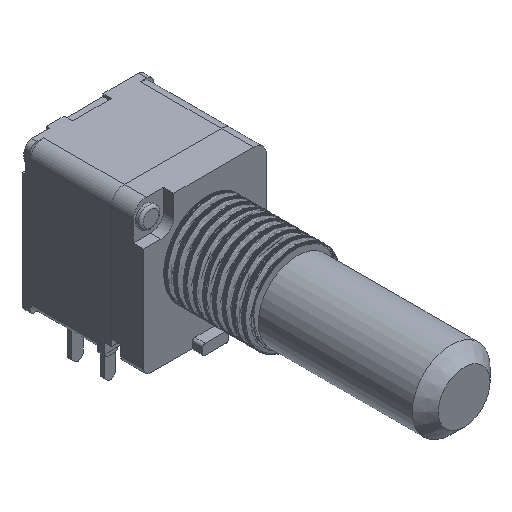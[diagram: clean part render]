
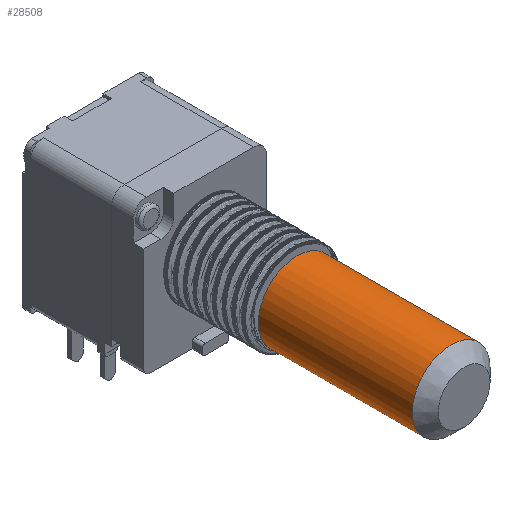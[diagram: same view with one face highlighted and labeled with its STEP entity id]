
A CAD part, isometric view. The second image highlights one B-rep face of the part: STEP entity #28508.
In plain terms, the highlighted cylindrical face has radius 3 mm (diameter 6 mm), a full revolution.
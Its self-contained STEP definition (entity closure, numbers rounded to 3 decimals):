
#28508 = ADVANCED_FACE('',(#28509),#28536,.T.);
#28509 = FACE_BOUND('',#28510,.T.);
#28510 = EDGE_LOOP('',(#28511,#28520,#28528,#28535));
#28511 = ORIENTED_EDGE('',*,*,#28512,.T.);
#28512 = EDGE_CURVE('',#28513,#28513,#28515,.T.);
#28513 = VERTEX_POINT('',#28514);
#28514 = CARTESIAN_POINT('',(3.,-12.075,6.504));
#28515 = CIRCLE('',#28516,3.);
#28516 = AXIS2_PLACEMENT_3D('',#28517,#28518,#28519);
#28517 = CARTESIAN_POINT('',(0.,-12.075,6.504));
#28518 = DIRECTION('',(0.,-1.,0.));
#28519 = DIRECTION('',(1.,0.,0.));
#28520 = ORIENTED_EDGE('',*,*,#28521,.T.);
#28521 = EDGE_CURVE('',#28513,#28522,#28524,.T.);
#28522 = VERTEX_POINT('',#28523);
#28523 = CARTESIAN_POINT('',(3.,-23.975,6.504));
#28524 = LINE('',#28525,#28526);
#28525 = CARTESIAN_POINT('',(3.,-12.075,6.504));
#28526 = VECTOR('',#28527,1.);
#28527 = DIRECTION('',(0.,-1.,0.));
#28528 = ORIENTED_EDGE('',*,*,#28529,.F.);
#28529 = EDGE_CURVE('',#28522,#28522,#28530,.T.);
#28530 = CIRCLE('',#28531,3.);
#28531 = AXIS2_PLACEMENT_3D('',#28532,#28533,#28534);
#28532 = CARTESIAN_POINT('',(0.,-23.975,6.504));
#28533 = DIRECTION('',(0.,-1.,0.));
#28534 = DIRECTION('',(1.,0.,0.));
#28535 = ORIENTED_EDGE('',*,*,#28521,.F.);
#28536 = CYLINDRICAL_SURFACE('',#28537,3.);
#28537 = AXIS2_PLACEMENT_3D('',#28538,#28539,#28540);
#28538 = CARTESIAN_POINT('',(0.,-12.075,6.504));
#28539 = DIRECTION('',(0.,1.,0.));
#28540 = DIRECTION('',(1.,0.,0.));
